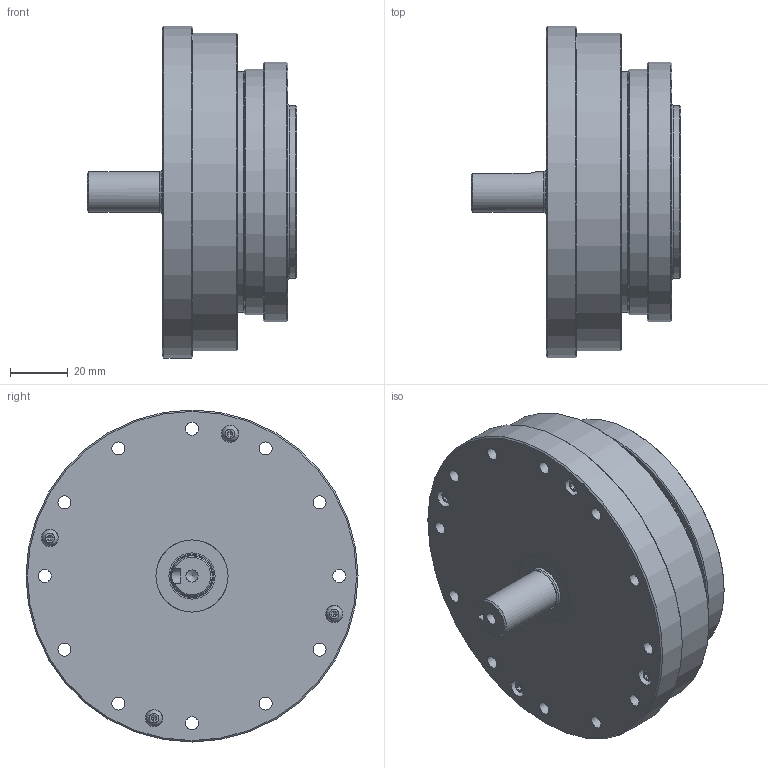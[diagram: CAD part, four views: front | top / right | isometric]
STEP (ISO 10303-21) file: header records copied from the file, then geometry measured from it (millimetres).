
FILE_DESCRIPTION(/* description */ ('STEP AP242','CAx-IF Rec.Pracs.---Representation and Presentation of Product Manufacturing Information (PMI)---4.0---2014-10-13','CAx-IF Rec.Pracs.---3D Tessellated Geometry---0.4---2014-09-14','2;1'),/* implementation_level */ '2;1');
FILE_NAME(/* name */ '688776707ce0f65ce4fee5aa',/* time_stamp */ '2025-07-28T13:09:05Z',/* author */ (''),/* organization */ (''),/* preprocessor_version */ 'ST-DEVELOPER v20',/* originating_system */ 'ONSHAPE BY PTC INC, 1.201',/* authorisation */ ' ');
FILE_SCHEMA (('AP242_MANAGED_MODEL_BASED_3D_ENGINEERING_MIM_LF { 1 0 10303 442 1 1 4 }'));
Length unit declared in the file: metre
Products named in the file (27): HS-25-IV; hexagon socket head cap screws gb_GB_FASTENER_SCREWS_HSHCS M3X8-C; hexagon socket button head screws gb_GB_SOCKET_TYPE7 M3X8-N; circlips for shaft--type a large gb_GB_CONNECTING_PIECE_RING_RRA 15; ??????-STXB-25080; O??????-??71X??1.5; ????-2; 25-??; ?????25???15??5; deep groove ball bearings gb_Rolling bearings 6002 GB 276-94; ????-1; circlips for holes--type a gb_GB_CONNECTING_PIECE_RING_RRH 32; deep groove ball bearings gb_Rolling bearings 61900 GB 276-94; 25-IV??????????? <1>; 25???????; ???-STXB-25-080-CV0; ???????-STXB-25080; ???????-STRU-25-110-200X??110-V1 <1>; ???????-????-??6; O??????-??90X??18; ??????????-25-110-V0; ??????????-25-110-????-V0; 25???; hexagon socket head cap screws gb_GB_FASTENER_SCREWS_HSHCS M2.5X8-C; ???????-???-STRU-25-110-??200; ???????-???-STRU-25-110-??200-V1; ???????-???-STRU-25-110
Assembly tree (106 placements, depth 3):
  HS-25-IV
    hexagon socket head cap screws gb_GB_FASTENER_SCREWS_HSHCS M3X8-C  x8
    hexagon socket button head screws gb_GB_SOCKET_TYPE7 M3X8-N  x4
    circlips for shaft--type a large gb_GB_CONNECTING_PIECE_RING_RRA 15
    ??????-STXB-25080
    O??????-??71X??1.5  x2
    ????-2
    25-??
    ?????25???15??5
    deep groove ball bearings gb_Rolling bearings 6002 GB 276-94
    ????-1
    circlips for holes--type a gb_GB_CONNECTING_PIECE_RING_RRH 32
    deep groove ball bearings gb_Rolling bearings 61900 GB 276-94
    25-IV??????????? <1>
      25???????
      ???-STXB-25-080-CV0
    ???????-STXB-25080
    ???????-STRU-25-110-200X??110-V1 <1>
      ???????-????-??6  x36
      O??????-??90X??18
      ??????????-25-110-V0  x18
      ??????????-25-110-????-V0  x18
      25???
      hexagon socket head cap screws gb_GB_FASTENER_SCREWS_HSHCS M2.5X8-C
      ???????-???-STRU-25-110-??200
      ???????-???-STRU-25-110-??200-V1
      ???????-???-STRU-25-110
Bounding box: 72.5 x 115 x 115 mm (x, y, z)
Volume: 262011.5 mm3; surface area: 181203.1 mm2
Topology: 104 solids, 104 shells, 1287 faces, 3061 edges, 2000 vertices
Faces by surface type: plane 598, cylinder 361, cone 188, torus 99, sphere 35, bspline 6
Full cylindrical faces by diameter (mm): 1.7 x2, 2.05 x1, 2.5 x15, 2.9 x1, 3 x12, 3.3 x16, 3.4 x12, 3.5 x8, 4.2 x1, 4.5 x69, 5 x1, 5.5 x8, 6 x48, 10 x2, 12 x2, 14 x3, 14.3 x1, 15 x4, 16 x1, 17 x1, 18 x2, 20 x1, 20.667 x2, 22 x2, 23.8 x1, 25 x2, 26 x2, 26.333 x2, 32 x3, 33.7 x1
Entity records: 23526 total; most frequent: CARTESIAN_POINT 6573, DIRECTION 3639, ORIENTED_EDGE 2584, AXIS2_PLACEMENT_3D 1734, FACE_BOUND 1336, EDGE_LOOP 1306, EDGE_CURVE 1292, VERTEX_POINT 1102
